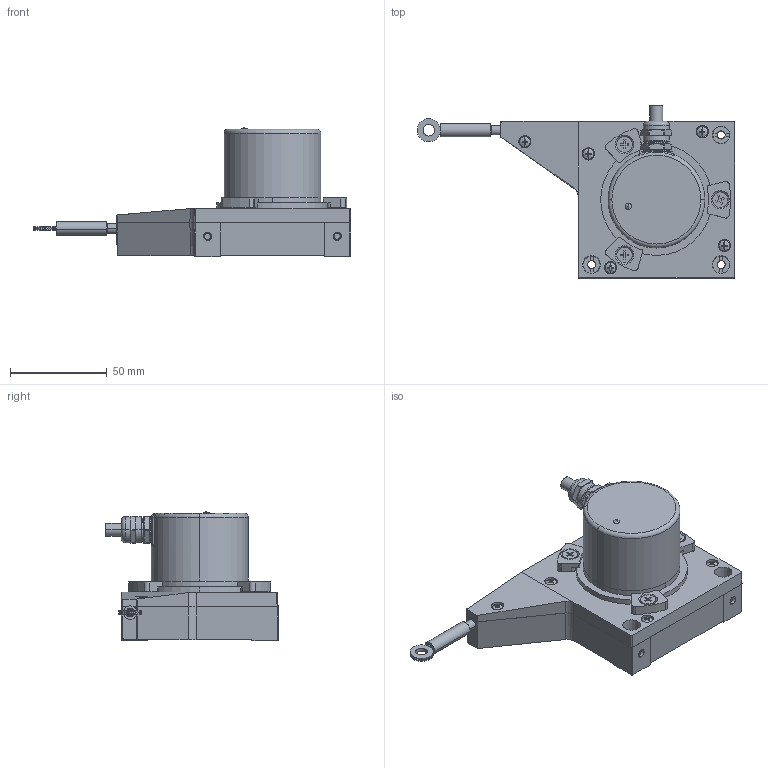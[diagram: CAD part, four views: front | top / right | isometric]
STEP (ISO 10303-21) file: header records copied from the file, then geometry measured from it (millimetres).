
FILE_DESCRIPTION (( 'STEP AP214' ), '1' );
FILE_NAME ('LCF80-AP-02外形图（配JSCM50编码器）（带指示灯）.STEP', '2025-04-17T05:27:34', ( 'NING MEI' ), ( '' ), 'SwSTEP 2.0', 'SolidWorks 2014', '' );
FILE_SCHEMA (( 'AUTOMOTIVE_DESIGN' ));
Length unit declared in the file: millimetre
Products named in the file (1): LCF80-AP-02外形图（配JSCM50编码器）（带指示灯）
Bounding box: 164.16 x 89.03 x 66.8 mm (x, y, z)
Surface area: 42740.2 mm2 (no closed solid volume)
Topology: 0 solids, 46 shells, 421 faces, 1535 edges, 1152 vertices
Faces by surface type: plane 191, cylinder 137, cone 51, bspline 18, torus 14, sphere 10
Entity records: 25153 total; most frequent: CARTESIAN_POINT 7913, DIRECTION 2609, ORIENTED_EDGE 2408, EDGE_CURVE 1533, VERTEX_POINT 1152, AXIS2_PLACEMENT_3D 949, LINE 711, VECTOR 711
